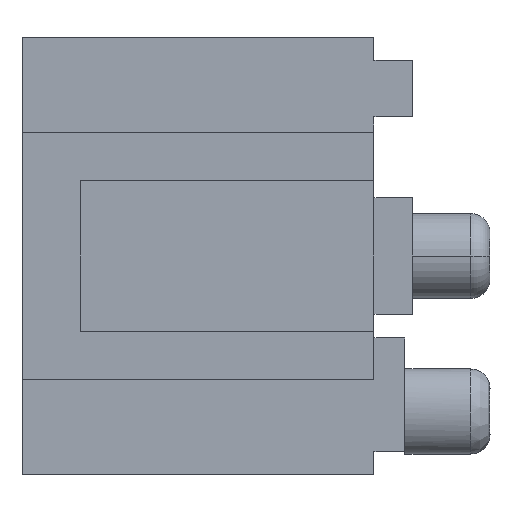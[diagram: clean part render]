
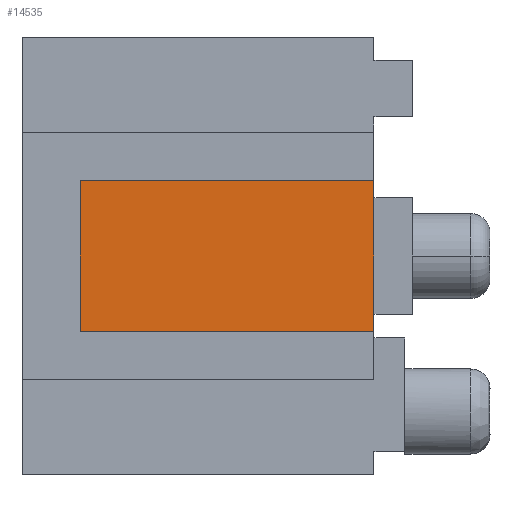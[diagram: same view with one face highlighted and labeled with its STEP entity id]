
A CAD part, left-side view. The second image highlights one B-rep face of the part: STEP entity #14535.
In plain terms, the highlighted planar face has unit normal (-1, 0, 0).
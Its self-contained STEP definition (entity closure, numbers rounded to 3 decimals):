
#903=DIRECTION('',(0.,1.,0.));
#904=VECTOR('',#903,3.8);
#905=CARTESIAN_POINT('',(-9.325,0.5,0.975));
#906=LINE('',#905,#904);
#907=DIRECTION('',(0.,0.,1.));
#908=VECTOR('',#907,1.95);
#909=CARTESIAN_POINT('',(-9.325,0.5,-0.975));
#910=LINE('',#909,#908);
#911=DIRECTION('',(0.,1.,0.));
#912=VECTOR('',#911,3.8);
#913=CARTESIAN_POINT('',(-9.325,0.5,-0.975));
#914=LINE('',#913,#912);
#923=DIRECTION('',(0.,0.,1.));
#924=VECTOR('',#923,1.95);
#925=CARTESIAN_POINT('',(-9.325,4.3,-0.975));
#926=LINE('',#925,#924);
#11183=CARTESIAN_POINT('',(-9.325,4.3,-0.975));
#11184=CARTESIAN_POINT('',(-9.325,4.3,0.975));
#11185=VERTEX_POINT('',#11183);
#11186=VERTEX_POINT('',#11184);
#11189=CARTESIAN_POINT('',(-9.325,0.5,-0.975));
#11190=CARTESIAN_POINT('',(-9.325,0.5,0.975));
#11191=VERTEX_POINT('',#11189);
#11192=VERTEX_POINT('',#11190);
#14522=CARTESIAN_POINT('',(-9.325,0.,-0.975));
#14523=DIRECTION('',(1.,0.,0.));
#14524=DIRECTION('',(0.,0.,1.));
#14525=AXIS2_PLACEMENT_3D('',#14522,#14523,#14524);
#14526=PLANE('',#14525);
#14527=ORIENTED_EDGE('',*,*,#13910,.F.);
#14529=ORIENTED_EDGE('',*,*,#14528,.T.);
#14531=ORIENTED_EDGE('',*,*,#14530,.T.);
#14532=ORIENTED_EDGE('',*,*,#14514,.F.);
#14533=EDGE_LOOP('',(#14527,#14529,#14531,#14532));
#14534=FACE_OUTER_BOUND('',#14533,.F.);
#13910=EDGE_CURVE('',#11191,#11192,#910,.T.);
#14514=EDGE_CURVE('',#11192,#11186,#906,.T.);
#14528=EDGE_CURVE('',#11191,#11185,#914,.T.);
#14530=EDGE_CURVE('',#11185,#11186,#926,.T.);
#14535=ADVANCED_FACE('',(#14534),#14526,.F.);
